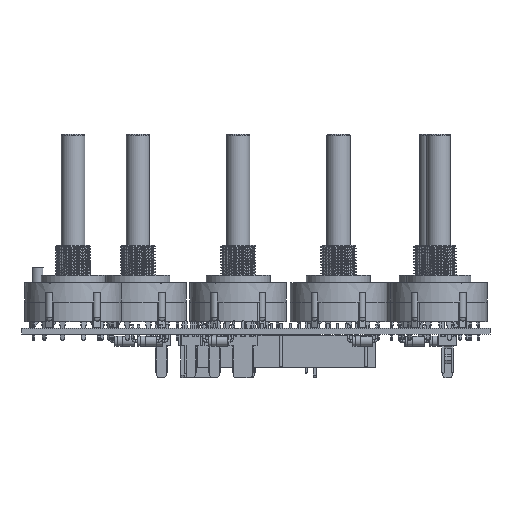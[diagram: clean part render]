
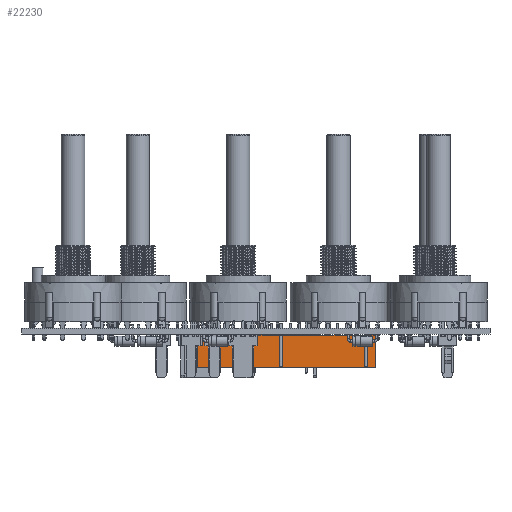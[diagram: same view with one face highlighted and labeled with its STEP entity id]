
A CAD part, front view. The second image highlights one B-rep face of the part: STEP entity #22230.
In plain terms, the highlighted face is planar.
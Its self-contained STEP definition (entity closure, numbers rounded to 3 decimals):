
#20576 = EDGE_CURVE('',#20577,#20579,#20581,.T.);
#20577 = VERTEX_POINT('',#20578);
#20578 = CARTESIAN_POINT('',(5.695,5.1,0.25));
#20579 = VERTEX_POINT('',#20580);
#20580 = CARTESIAN_POINT('',(5.695,5.1,9.1));
#20581 = LINE('',#20582,#20583);
#20582 = CARTESIAN_POINT('',(5.695,5.1,0.25));
#20583 = VECTOR('',#20584,1.);
#20584 = DIRECTION('',(0.,0.,1.));
#20641 = VERTEX_POINT('',#20642);
#20642 = CARTESIAN_POINT('',(5.695,-45.74,9.1));
#20648 = EDGE_CURVE('',#20641,#20579,#20649,.T.);
#20649 = LINE('',#20650,#20651);
#20650 = CARTESIAN_POINT('',(5.695,-45.74,9.1));
#20651 = VECTOR('',#20652,1.);
#20652 = DIRECTION('',(0.,1.,0.));
#20849 = VERTEX_POINT('',#20850);
#20850 = CARTESIAN_POINT('',(5.695,-45.74,0.25));
#20856 = EDGE_CURVE('',#20849,#20641,#20857,.T.);
#20857 = LINE('',#20858,#20859);
#20858 = CARTESIAN_POINT('',(5.695,-45.74,0.25));
#20859 = VECTOR('',#20860,1.);
#20860 = DIRECTION('',(0.,0.,1.));
#20896 = EDGE_CURVE('',#20897,#20577,#20899,.T.);
#20897 = VERTEX_POINT('',#20898);
#20898 = CARTESIAN_POINT('',(5.695,3.033,0.25));
#20899 = LINE('',#20900,#20901);
#20900 = CARTESIAN_POINT('',(5.695,-45.74,0.25));
#20901 = VECTOR('',#20902,1.);
#20902 = DIRECTION('',(0.,1.,0.));
#20914 = VERTEX_POINT('',#20915);
#20915 = CARTESIAN_POINT('',(5.695,2.167,0.25));
#20922 = EDGE_CURVE('',#20923,#20914,#20925,.T.);
#20923 = VERTEX_POINT('',#20924);
#20924 = CARTESIAN_POINT('',(5.695,-19.887,0.25));
#20925 = LINE('',#20926,#20927);
#20926 = CARTESIAN_POINT('',(5.695,-45.74,0.25));
#20927 = VECTOR('',#20928,1.);
#20928 = DIRECTION('',(0.,1.,0.));
#20940 = VERTEX_POINT('',#20941);
#20941 = CARTESIAN_POINT('',(5.695,-20.753,0.25));
#20948 = EDGE_CURVE('',#20949,#20940,#20951,.T.);
#20949 = VERTEX_POINT('',#20950);
#20950 = CARTESIAN_POINT('',(5.695,-42.807,0.25));
#20951 = LINE('',#20952,#20953);
#20952 = CARTESIAN_POINT('',(5.695,-45.74,0.25));
#20953 = VECTOR('',#20954,1.);
#20954 = DIRECTION('',(0.,1.,0.));
#20966 = VERTEX_POINT('',#20967);
#20967 = CARTESIAN_POINT('',(5.695,-43.673,0.25));
#20974 = EDGE_CURVE('',#20849,#20966,#20975,.T.);
#20975 = LINE('',#20976,#20977);
#20976 = CARTESIAN_POINT('',(5.695,-45.74,0.25));
#20977 = VECTOR('',#20978,1.);
#20978 = DIRECTION('',(0.,1.,0.));
#22230 = ADVANCED_FACE('',(#22231),#22306,.T.);
#22231 = FACE_BOUND('',#22232,.T.);
#22232 = EDGE_LOOP('',(#22233,#22234,#22235,#22243,#22251,#22257,#22258,
    #22266,#22274,#22280,#22281,#22289,#22297,#22303,#22304,#22305));
#22233 = ORIENTED_EDGE('',*,*,#20856,.F.);
#22234 = ORIENTED_EDGE('',*,*,#20974,.T.);
#22235 = ORIENTED_EDGE('',*,*,#22236,.F.);
#22236 = EDGE_CURVE('',#22237,#20966,#22239,.T.);
#22237 = VERTEX_POINT('',#22238);
#22238 = CARTESIAN_POINT('',(5.695,-43.673,8.75));
#22239 = LINE('',#22240,#22241);
#22240 = CARTESIAN_POINT('',(5.695,-43.673,0.25));
#22241 = VECTOR('',#22242,1.);
#22242 = DIRECTION('',(-0.,-0.,-1.));
#22243 = ORIENTED_EDGE('',*,*,#22244,.F.);
#22244 = EDGE_CURVE('',#22245,#22237,#22247,.T.);
#22245 = VERTEX_POINT('',#22246);
#22246 = CARTESIAN_POINT('',(5.695,-42.807,8.75));
#22247 = LINE('',#22248,#22249);
#22248 = CARTESIAN_POINT('',(5.695,-31.78,8.75));
#22249 = VECTOR('',#22250,1.);
#22250 = DIRECTION('',(0.,-1.,0.));
#22251 = ORIENTED_EDGE('',*,*,#22252,.T.);
#22252 = EDGE_CURVE('',#22245,#20949,#22253,.T.);
#22253 = LINE('',#22254,#22255);
#22254 = CARTESIAN_POINT('',(5.695,-42.807,0.25));
#22255 = VECTOR('',#22256,1.);
#22256 = DIRECTION('',(-0.,-0.,-1.));
#22257 = ORIENTED_EDGE('',*,*,#20948,.T.);
#22258 = ORIENTED_EDGE('',*,*,#22259,.F.);
#22259 = EDGE_CURVE('',#22260,#20940,#22262,.T.);
#22260 = VERTEX_POINT('',#22261);
#22261 = CARTESIAN_POINT('',(5.695,-20.753,8.75));
#22262 = LINE('',#22263,#22264);
#22263 = CARTESIAN_POINT('',(5.695,-20.753,0.25));
#22264 = VECTOR('',#22265,1.);
#22265 = DIRECTION('',(-0.,-0.,-1.));
#22266 = ORIENTED_EDGE('',*,*,#22267,.F.);
#22267 = EDGE_CURVE('',#22268,#22260,#22270,.T.);
#22268 = VERTEX_POINT('',#22269);
#22269 = CARTESIAN_POINT('',(5.695,-19.887,8.75));
#22270 = LINE('',#22271,#22272);
#22271 = CARTESIAN_POINT('',(5.695,-20.32,8.75));
#22272 = VECTOR('',#22273,1.);
#22273 = DIRECTION('',(0.,-1.,0.));
#22274 = ORIENTED_EDGE('',*,*,#22275,.T.);
#22275 = EDGE_CURVE('',#22268,#20923,#22276,.T.);
#22276 = LINE('',#22277,#22278);
#22277 = CARTESIAN_POINT('',(5.695,-19.887,0.25));
#22278 = VECTOR('',#22279,1.);
#22279 = DIRECTION('',(-0.,-0.,-1.));
#22280 = ORIENTED_EDGE('',*,*,#20922,.T.);
#22281 = ORIENTED_EDGE('',*,*,#22282,.F.);
#22282 = EDGE_CURVE('',#22283,#20914,#22285,.T.);
#22283 = VERTEX_POINT('',#22284);
#22284 = CARTESIAN_POINT('',(5.695,2.167,8.75));
#22285 = LINE('',#22286,#22287);
#22286 = CARTESIAN_POINT('',(5.695,2.167,0.25));
#22287 = VECTOR('',#22288,1.);
#22288 = DIRECTION('',(-0.,-0.,-1.));
#22289 = ORIENTED_EDGE('',*,*,#22290,.F.);
#22290 = EDGE_CURVE('',#22291,#22283,#22293,.T.);
#22291 = VERTEX_POINT('',#22292);
#22292 = CARTESIAN_POINT('',(5.695,3.033,8.75));
#22293 = LINE('',#22294,#22295);
#22294 = CARTESIAN_POINT('',(5.695,-8.86,8.75));
#22295 = VECTOR('',#22296,1.);
#22296 = DIRECTION('',(0.,-1.,0.));
#22297 = ORIENTED_EDGE('',*,*,#22298,.T.);
#22298 = EDGE_CURVE('',#22291,#20897,#22299,.T.);
#22299 = LINE('',#22300,#22301);
#22300 = CARTESIAN_POINT('',(5.695,3.033,0.25));
#22301 = VECTOR('',#22302,1.);
#22302 = DIRECTION('',(-0.,-0.,-1.));
#22303 = ORIENTED_EDGE('',*,*,#20896,.T.);
#22304 = ORIENTED_EDGE('',*,*,#20576,.T.);
#22305 = ORIENTED_EDGE('',*,*,#20648,.F.);
#22306 = PLANE('',#22307);
#22307 = AXIS2_PLACEMENT_3D('',#22308,#22309,#22310);
#22308 = CARTESIAN_POINT('',(5.695,-20.32,4.675));
#22309 = DIRECTION('',(1.,0.,0.));
#22310 = DIRECTION('',(0.,0.,1.));
